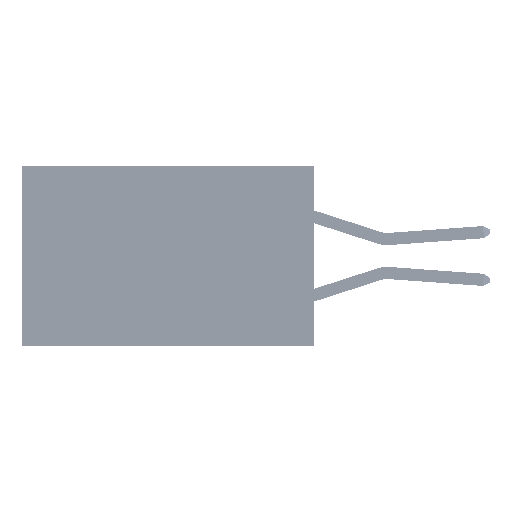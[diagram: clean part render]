
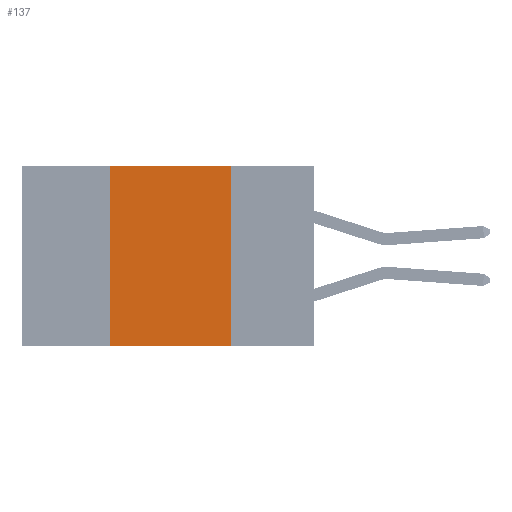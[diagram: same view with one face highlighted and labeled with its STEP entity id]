
A CAD part, left-side view. The second image highlights one B-rep face of the part: STEP entity #137.
In plain terms, the highlighted planar face has unit normal (-1, 0, 0).
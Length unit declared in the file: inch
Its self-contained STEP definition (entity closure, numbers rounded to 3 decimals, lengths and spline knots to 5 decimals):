
#137 = ADVANCED_FACE ( 'NONE', ( #44463 ), #41006, .F. ) ;
#157 = AXIS2_PLACEMENT_3D ( 'NONE', #40516, #48150, #33852 ) ;
#1499 = LINE ( 'NONE', #16248, #19013 ) ;
#5500 = EDGE_CURVE ( 'NONE', #30621, #38126, #8203, .T. ) ;
#7600 = VERTEX_POINT ( 'NONE', #24516 ) ;
#7965 = CARTESIAN_POINT ( 'NONE',  ( 0., 0.42, 0. ) ) ;
#8203 = LINE ( 'NONE', #7965, #12626 ) ;
#9070 = VECTOR ( 'NONE', #17607, 39.37008 ) ;
#12626 = VECTOR ( 'NONE', #23416, 39.37008 ) ;
#13221 = ORIENTED_EDGE ( 'NONE', *, *, #19176, .T. ) ;
#16248 = CARTESIAN_POINT ( 'NONE',  ( 0., 0.17, 0. ) ) ;
#17149 = VERTEX_POINT ( 'NONE', #25968 ) ;
#17607 = DIRECTION ( 'NONE',  ( 0., -1., 0. ) ) ;
#19013 = VECTOR ( 'NONE', #24348, 39.37008 ) ;
#19176 = EDGE_CURVE ( 'NONE', #30621, #7600, #47521, .T. ) ;
#22762 = ORIENTED_EDGE ( 'NONE', *, *, #43223, .F. ) ;
#23416 = DIRECTION ( 'NONE',  ( 0., 0., 1. ) ) ;
#23525 = ORIENTED_EDGE ( 'NONE', *, *, #5500, .F. ) ;
#23980 = LINE ( 'NONE', #28657, #9070 ) ;
#24348 = DIRECTION ( 'NONE',  ( 0., 0., -1. ) ) ;
#24462 = VECTOR ( 'NONE', #29053, 39.37008 ) ;
#24516 = CARTESIAN_POINT ( 'NONE',  ( 0., 0.17, -0.37 ) ) ;
#25379 = ORIENTED_EDGE ( 'NONE', *, *, #44250, .F. ) ;
#25968 = CARTESIAN_POINT ( 'NONE',  ( 0., 0.17, 0. ) ) ;
#28657 = CARTESIAN_POINT ( 'NONE',  ( 0., 0.6, 0. ) ) ;
#29053 = DIRECTION ( 'NONE',  ( 0., -1., 0. ) ) ;
#29961 = EDGE_LOOP ( 'NONE', ( #22762, #25379, #23525, #13221 ) ) ;
#30621 = VERTEX_POINT ( 'NONE', #38804 ) ;
#33852 = DIRECTION ( 'NONE',  ( 0., 0., -1. ) ) ;
#38126 = VERTEX_POINT ( 'NONE', #42264 ) ;
#38804 = CARTESIAN_POINT ( 'NONE',  ( 0., 0.42, -0.37 ) ) ;
#40138 = CARTESIAN_POINT ( 'NONE',  ( 0., 0.6, -0.37 ) ) ;
#40516 = CARTESIAN_POINT ( 'NONE',  ( 0., 0.6, 0. ) ) ;
#41006 = PLANE ( 'NONE',  #157 ) ;
#42264 = CARTESIAN_POINT ( 'NONE',  ( 0., 0.42, 0. ) ) ;
#43223 = EDGE_CURVE ( 'NONE', #17149, #7600, #1499, .T. ) ;
#44250 = EDGE_CURVE ( 'NONE', #38126, #17149, #23980, .T. ) ;
#44463 = FACE_OUTER_BOUND ( 'NONE', #29961, .T. ) ;
#47521 = LINE ( 'NONE', #40138, #24462 ) ;
#48150 = DIRECTION ( 'NONE',  ( 1., 0., 0. ) ) ;
